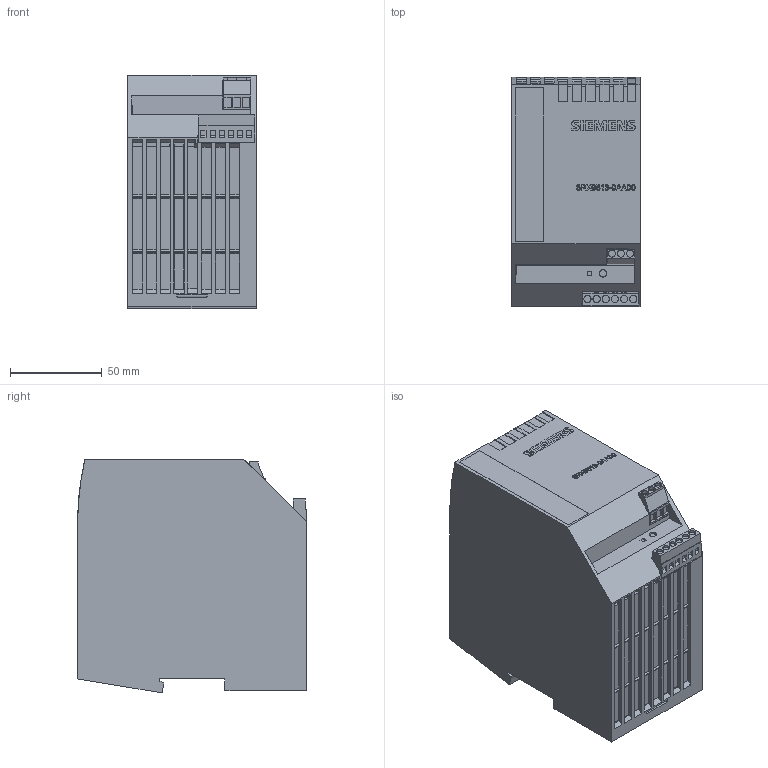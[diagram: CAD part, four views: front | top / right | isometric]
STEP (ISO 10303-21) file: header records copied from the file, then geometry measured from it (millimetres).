
FILE_DESCRIPTION(/* description */ (''),/* implementation_level */ '2;1');
FILE_NAME(/* name */ '3RX9_G_IC03_XX_04504_S-AA_G_IC03_XX_04504V_NX_RESULT.stp',/* time_stamp */ '2023-12-12T17:35:32+01:00',/* author */ (''),/* organization */ (''),/* preprocessor_version */ 'ST-DEVELOPER v18.102',/* originating_system */ 'SIEMENS PLM Software NX 2023',/* authorisation */ '');
FILE_SCHEMA (('AUTOMOTIVE_DESIGN { 1 0 10303 214 3 1 1 1 }'));
Length unit declared in the file: millimetre
Products named in the file (1): 3RX9_G_IC03_XX_04504_S-AA_G_IC03_XX_04504V_RESULT_stp
Bounding box: 70 x 125 x 127.75 mm (x, y, z)
Volume: 1012385.6 mm3; surface area: 79659.8 mm2
Topology: 1 solids, 1 shells, 876 faces, 2502 edges, 1657 vertices
Faces by surface type: plane 513, cylinder 235, bspline 107, cone 14, extrusion 6, torus 1
Entity records: 40299 total; most frequent: CARTESIAN_POINT 13223, ORIENTED_EDGE 5004, DIRECTION 3543, EDGE_CURVE 2502, VECTOR 1761, LINE 1755, VERTEX_POINT 1657, EDGE_LOOP 949
